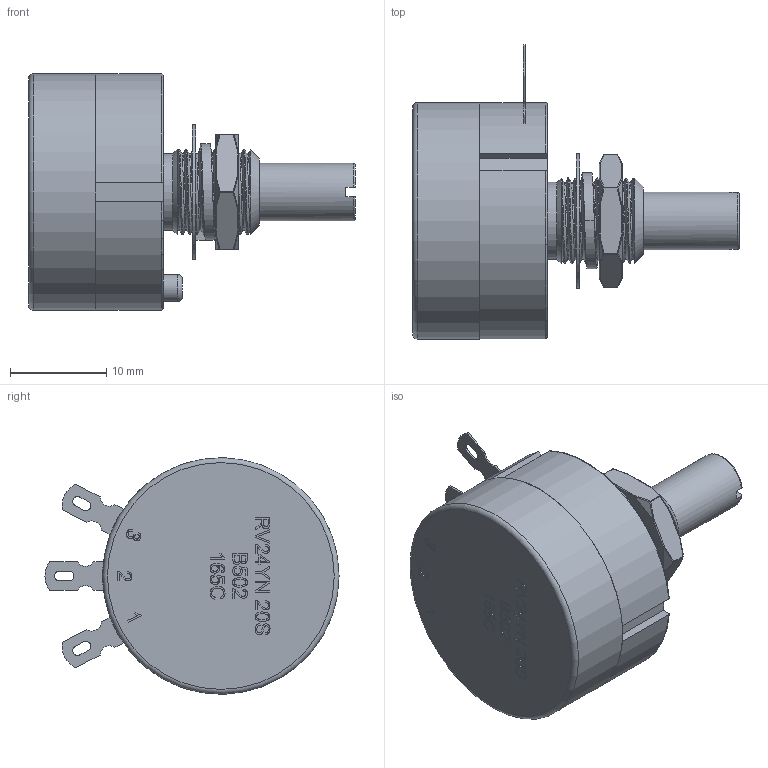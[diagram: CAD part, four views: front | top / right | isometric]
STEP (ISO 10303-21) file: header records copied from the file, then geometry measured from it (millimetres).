
FILE_DESCRIPTION(/* description */ (''),/* implementation_level */ '2;1');
FILE_NAME(/* name */ 'RV24 v6.step',/* time_stamp */ '2021-04-14T14:50:25+03:00',/* author */ (''),/* organization */ (''),/* preprocessor_version */ 'ST-DEVELOPER v18.1',/* originating_system */ 'Autodesk Translation Framework v10.6.0.1341',/* authorisation */ '');
FILE_SCHEMA (('AUTOMOTIVE_DESIGN { 1 0 10303 214 3 1 1 }'));
Length unit declared in the file: millimetre
Products named in the file (6): RV24; Shaft; Body; Puck M9; Engraver; Nut M9
Assembly tree (5 placements, depth 2):
  RV24
    Shaft
    Body
    Puck M9
    Engraver
    Nut M9
Bounding box: 34 x 30.6 x 24.6 mm (x, y, z)
Volume: 7674.1 mm3; surface area: 4558.4 mm2
Topology: 10 solids, 10 shells, 719 faces, 1889 edges, 1218 vertices
Faces by surface type: bspline 338, plane 219, cylinder 115, sphere 36, torus 9, cone 2
Full cylindrical faces by diameter (mm): 2.8 x1, 6 x1, 8 x1, 8.047 x3, 8.283 x1, 8.908 x6, 9 x1, 14 x1, 24.6 x1
Entity records: 25425 total; most frequent: CARTESIAN_POINT 9847, ORIENTED_EDGE 3778, DIRECTION 2120, EDGE_CURVE 1889, VERTEX_POINT 1218, LINE 942, VECTOR 942, EDGE_LOOP 759
